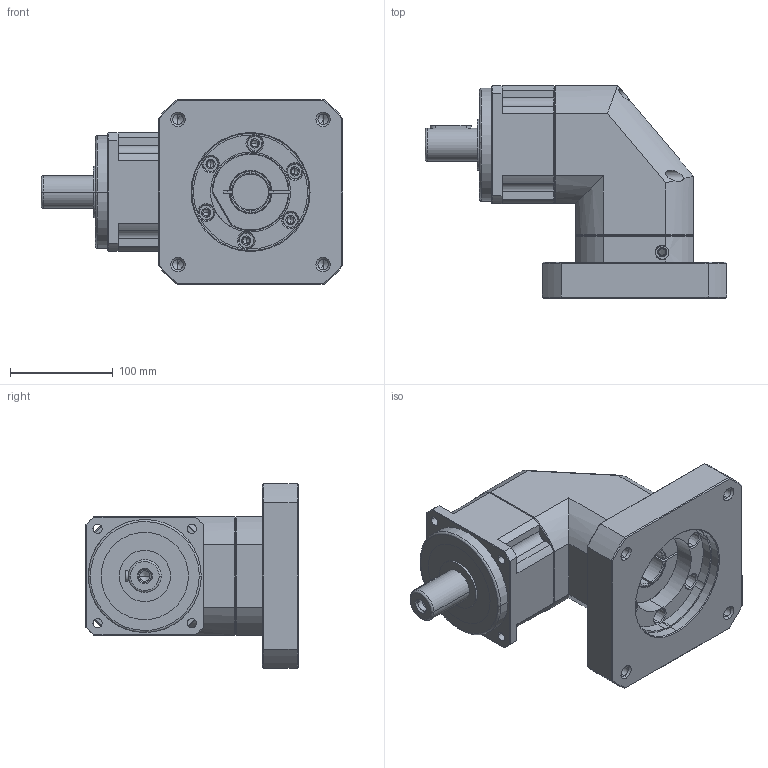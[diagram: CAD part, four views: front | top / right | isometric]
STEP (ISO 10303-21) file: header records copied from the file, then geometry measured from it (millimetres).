
FILE_DESCRIPTION (( 'STEP AP214' ), '1' );
FILE_NAME ('SBL115-L1-35-114.3-200M12.STEP', '2021-12-25T08:21:25', ( 'admin' ), ( '' ), 'SwSTEP 2.0', 'SolidWorks 2013', '' );
FILE_SCHEMA (( 'AUTOMOTIVE_DESIGN' ));
Length unit declared in the file: millimetre
Products named in the file (5): SBL115_X2_8F9351658F7495017D2773AF_X0_-35; SBL115-35; SB115_X2_8F9351FA7AEF_X0_; SBL115-L1-35-114.3-200M12; SBL115-114.3-200M12-Z84.5
Assembly tree (4 placements, depth 2):
  SBL115-L1-35-114.3-200M12
    SB115_X2_8F9351FA7AEF_X0_
    SBL115-35
    SBL115_X2_8F9351658F7495017D2773AF_X0_-35
    SBL115-114.3-200M12-Z84.5
Bounding box: 294 x 207 x 180 mm (x, y, z)
Volume: 3249788.6 mm3; surface area: 345027.6 mm2
Topology: 6 solids, 6 shells, 476 faces, 1172 edges, 712 vertices
Faces by surface type: cylinder 171, plane 170, cone 121, bspline 14
Entity records: 20455 total; most frequent: CARTESIAN_POINT 3889, DIRECTION 2363, ORIENTED_EDGE 2296, EDGE_CURVE 1148, AXIS2_PLACEMENT_3D 928, VERTEX_POINT 712, EDGE_LOOP 542, VECTOR 507
